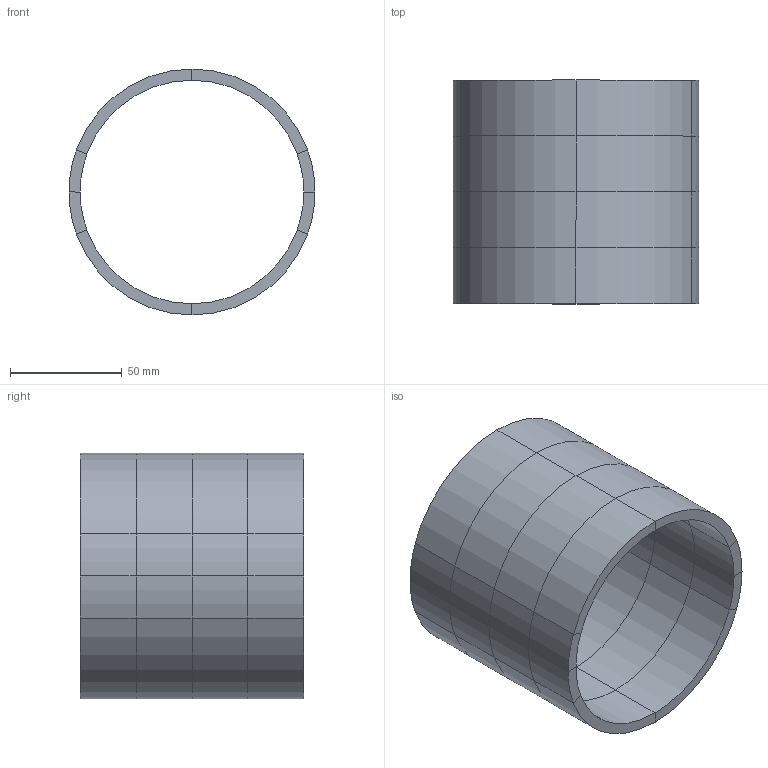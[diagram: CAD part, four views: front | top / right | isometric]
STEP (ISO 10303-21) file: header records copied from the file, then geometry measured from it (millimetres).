
FILE_DESCRIPTION(('FreeCAD Model'),'2;1');
FILE_NAME('Open CASCADE Shape Model','2023-02-14T22:11:30',(''),(''), 'Open CASCADE STEP processor 7.6','FreeCAD','Unknown');
FILE_SCHEMA(('AUTOMOTIVE_DESIGN { 1 0 10303 214 1 1 1 1 }'));
Length unit declared in the file: millimetre
Products named in the file (1): Slice007
Bounding box: 110 x 100 x 110 mm (x, y, z)
Volume: 164933.6 mm3; surface area: 87168.1 mm2
Topology: 32 solids, 32 shells, 192 faces, 384 edges, 256 vertices
Faces by surface type: plane 128, cylinder 64
Entity records: 9891 total; most frequent: CARTESIAN_POINT 2369, DIRECTION 1138, ORIENTED_EDGE 768, PCURVE 768, DEFINITIONAL_REPRESENTATION 768, B_SPLINE_CURVE_WITH_KNOTS 480, LINE 416, VECTOR 416
